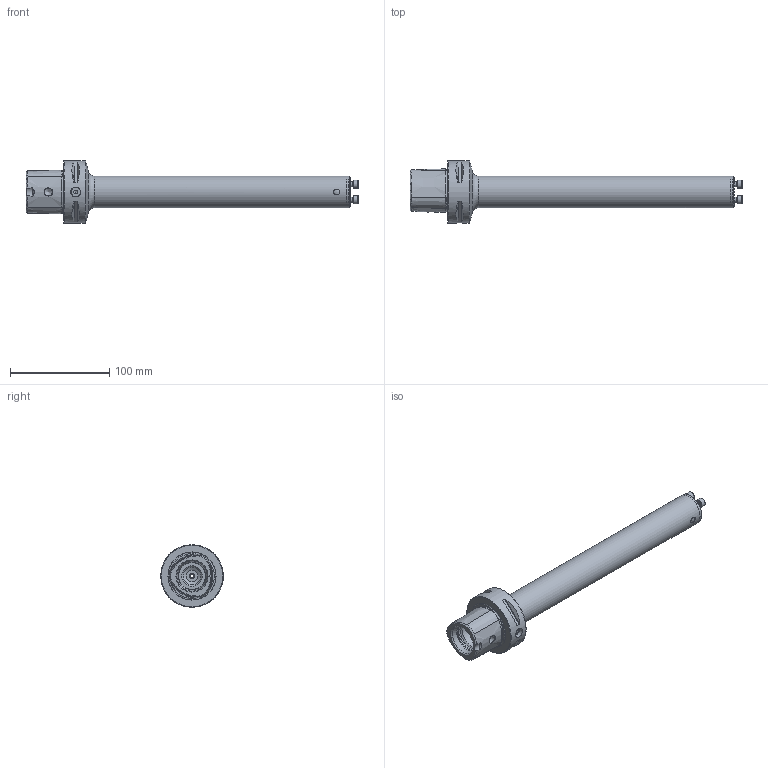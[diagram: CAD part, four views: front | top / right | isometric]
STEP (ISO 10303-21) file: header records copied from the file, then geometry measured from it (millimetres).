
FILE_DESCRIPTION (( 'STEP AP214' ), '1' );
FILE_NAME ('PS6.WK2.WD3.323.STEP', '2022-06-14T07:06:56', ( '' ), ( '' ), 'SwSTEP 2.0', 'SolidWorks 2017', '' );
FILE_SCHEMA (( 'AUTOMOTIVE_DESIGN' ));
Length unit declared in the file: millimetre
Products named in the file (12): WD3-BG1.027.135; WD3-ER1.026.122_A; WD3-WK2.032.003_A; DIN 3771 - 23x2; WD3-ER1.011.117_A; WD3-ER1.027.019_A; PS6.WK2.WD3.323; DIN 3771 - 6x1; DIN 3771 - 13x4; PS6-WD3.135.285_A_mit Stiftbohrung; DIN 6325_ø6x12-m6_2x6; ISO 4762 - M5 x 14
Assembly tree (17 placements, depth 3):
  PS6.WK2.WD3.323
    PS6-WD3.135.285_A_mit Stiftbohrung
    WD3-WK2.032.003_A
    DIN 3771 - 6x1
    WD3-BG1.027.135
      WD3-ER1.011.117_A
      WD3-ER1.027.019_A  x2
      DIN 3771 - 13x4  x2
      DIN 3771 - 23x2  x2
      WD3-ER1.026.122_A
    ISO 4762 - M5 x 14  x3
    DIN 6325_ø6x12-m6_2x6  x2
Bounding box: 334.4 x 63 x 63 mm (x, y, z)
Volume: 289958.3 mm3; surface area: 98737.2 mm2
Topology: 16 solids, 16 shells, 495 faces, 1212 edges, 759 vertices
Faces by surface type: plane 237, cylinder 110, cone 99, torus 45, sphere 4
Full cylindrical faces by diameter (mm): 4.2 x5, 5 x3, 6 x8, 6.8 x1, 7 x2, 7.4 x1, 8 x2, 8.1 x2, 8.2 x2, 8.5 x5, 10 x1, 11 x1, 12 x2, 13 x2, 14 x2, 18 x1, 21 x2, 23.8 x2, 26 x1, 26.7 x1, 27 x5, 27.2 x2, 28 x2, 32 x3, 63 x1
Entity records: 14254 total; most frequent: CARTESIAN_POINT 4749, ORIENTED_EDGE 1782, DIRECTION 1716, EDGE_CURVE 891, AXIS2_PLACEMENT_3D 730, VERTEX_POINT 635, EDGE_LOOP 576, FACE_OUTER_BOUND 483
